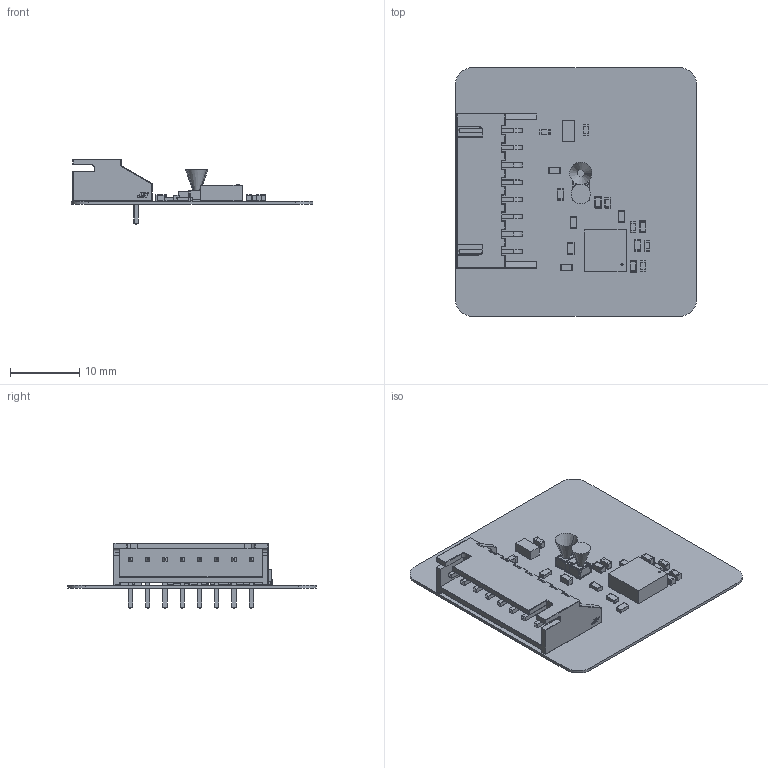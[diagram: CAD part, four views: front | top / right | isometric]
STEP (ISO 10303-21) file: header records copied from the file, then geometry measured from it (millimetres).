
FILE_DESCRIPTION(('Open CASCADE Model'),'2;1');
FILE_NAME('Open CASCADE Shape Model','2025-10-28T13:07:32',('Author'),( 'Open CASCADE'),'Open CASCADE STEP processor 7.5','Open CASCADE 7.5' ,'Unknown');
FILE_SCHEMA(('AUTOMOTIVE_DESIGN { 1 0 10303 214 1 1 1 1 }'));
Length unit declared in the file: millimetre
Products named in the file (67): PCB; Board; Open CASCADE STEP translator 7.5 3.1.1; MAIN1; Conn_JST_S8B-XH-A_LF_SN_eec; 1; 2; Pin1_Triangle; JST; U1; 7084315136; Extruded; ToF_SENSOR1; 7004272624; VL53L1 Module outline; VL53L1 Exclusion cones; R5; 6644981472; Mid_Body; Terminal; Open CASCADE STEP translator 6.8 15.2.1; Mark; R4; 6644982992; R3; 7004272144; R2; 7006340544; R1; OPTICAL_FLOW1; 7004272864; C11; CAPC1608X95N EIA 0603; C10; C9; 6644985072; Open CASCADE STEP translator 6.8 6.1.1; Open CASCADE STEP translator 6.8 6.1.2; Open CASCADE STEP translator 6.8 6.2.1; C8 ...
Assembly tree (79 placements, depth 5):
  PCB
    Board
      Open CASCADE STEP translator 7.5 3.1.1
    MAIN1
      Conn_JST_S8B-XH-A_LF_SN_eec
        1
        2
        Pin1_Triangle
        JST
    U1
      7084315136
        Extruded
    ToF_SENSOR1
      7004272624
        VL53L1 Module outline
        VL53L1 Exclusion cones
    R5
      6644981472
        Mid_Body
        Terminal  x2
          Open CASCADE STEP translator 6.8 15.2.1
        Mark
    R4
      6644982992
        Mid_Body
        Terminal  x2
          Open CASCADE STEP translator 6.8 15.2.1
        Mark
    R3
      7004272144
        Mid_Body
        Terminal  x2
          Open CASCADE STEP translator 6.8 15.2.1
        Mark
    R2
      7006340544
        Mid_Body
        Terminal  x2
          Open CASCADE STEP translator 6.8 15.2.1
        Mark
    R1
      6644981472
        Mid_Body
        Terminal  x2
          Open CASCADE STEP translator 6.8 15.2.1
        Mark
    OPTICAL_FLOW1
      7004272864
    C11
      CAPC1608X95N EIA 0603
    C10
      CAPC1608X95N EIA 0603
    C9
      6644985072
        Terminal
          Open CASCADE STEP translator 6.8 6.1.1
          Open CASCADE STEP translator 6.8 6.1.2
        Mid_Body
          Open CASCADE STEP translator 6.8 6.2.1
    C8
Bounding box: 35 x 36 x 9.5 mm (x, y, z)
Volume: 1169.6 mm3; surface area: 4344.3 mm2
Topology: 87 solids, 110 shells, 2016 faces, 4713 edges, 2802 vertices
Faces by surface type: plane 1016, cylinder 627, sphere 235, bspline 94, torus 36, cone 8
Full cylindrical faces by diameter (mm): 0.304 x1
Entity records: 53638 total; most frequent: CARTESIAN_POINT 10343, DIRECTION 7659, ORIENTED_EDGE 7156, EDGE_CURVE 3753, LINE 2627, VECTOR 2627, AXIS2_PLACEMENT_3D 2516, VERTEX_POINT 2322
